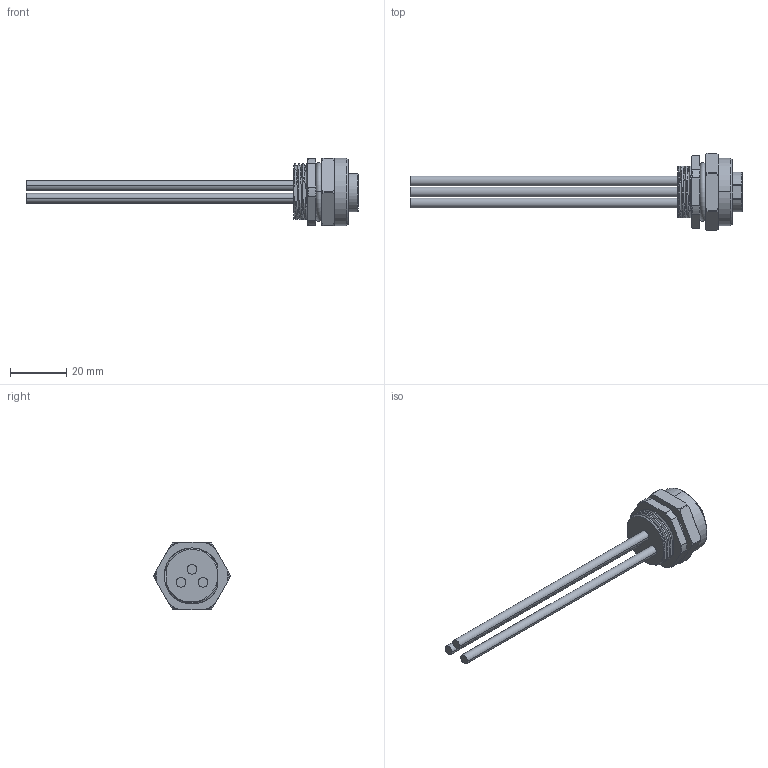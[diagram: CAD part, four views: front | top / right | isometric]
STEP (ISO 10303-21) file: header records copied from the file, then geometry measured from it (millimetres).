
FILE_DESCRIPTION((''),'2;1');
FILE_NAME('PRT0001','2019-02-02T',('Dell'),(''),'CREO PARAMETRIC BY PTC INC, 2017020','CREO PARAMETRIC BY PTC INC, 2017020','');
FILE_SCHEMA(('CONFIG_CONTROL_DESIGN'));
Length unit declared in the file: millimetre
Products named in the file (1): PRT0001
Bounding box: 118.5 x 27.5 x 24 mm (x, y, z)
Volume: 10159.1 mm3; surface area: 7989.4 mm2
Topology: 1 solids, 4 shells, 186 faces, 493 edges, 325 vertices
Faces by surface type: cylinder 71, plane 68, cone 28, bspline 12, torus 5, sphere 2
Entity records: 8828 total; most frequent: CARTESIAN_POINT 4395, ORIENTED_EDGE 986, DIRECTION 826, EDGE_CURVE 493, AXIS2_PLACEMENT_3D 336, VERTEX_POINT 325, EDGE_LOOP 198, FACE_OUTER_BOUND 186
